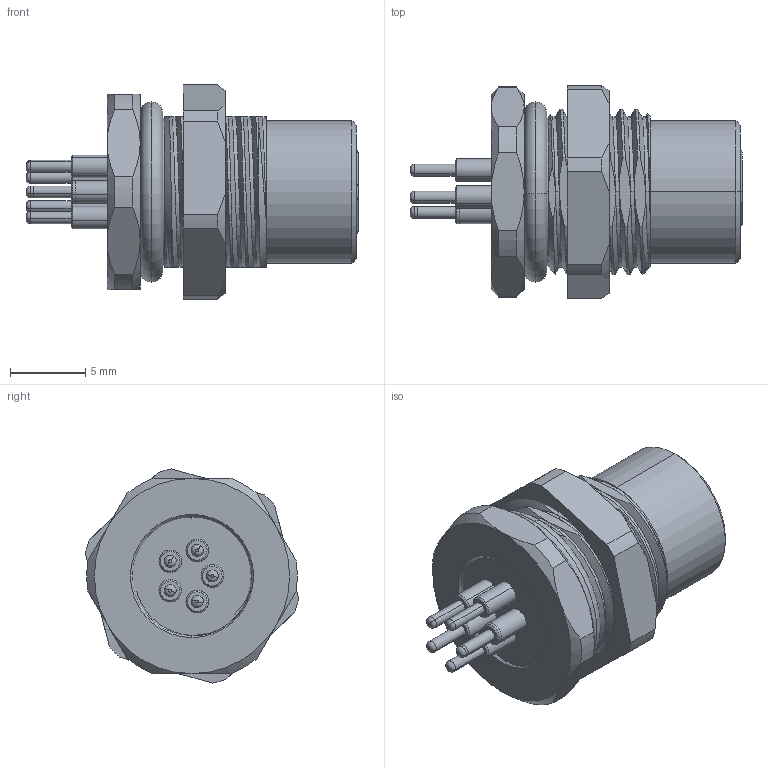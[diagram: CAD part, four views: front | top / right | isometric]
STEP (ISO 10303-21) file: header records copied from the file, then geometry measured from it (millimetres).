
FILE_DESCRIPTION (( 'STEP AP203' ), '1' );
FILE_NAME ('54-00315.STEP', '2024-09-10T21:44:16', ( '' ), ( '' ), 'SwSTEP 2.0', 'SolidWorks 2021', '' );
FILE_SCHEMA (( 'CONFIG_CONTROL_DESIGN' ));
Length unit declared in the file: millimetre
Products named in the file (7): 54-00315-06___; 54-00315-07___; 54-00315-01___; 54-00315-03___; 54-00315-04___; 54-00315; 54-00315-05___
Assembly tree (11 placements, depth 2):
  54-00315
    54-00315-01___
    54-00315-07___
    54-00315-03___  x6
    54-00315-06___
    54-00315-05___
    54-00315-04___
Bounding box: 22.1 x 14.19 x 14.25 mm (x, y, z)
Volume: 1527.8 mm3; surface area: 3496.4 mm2
Topology: 11 solids, 11 shells, 468 faces, 1119 edges, 688 vertices
Faces by surface type: cylinder 200, plane 122, cone 62, torus 48, bspline 36
Entity records: 19797 total; most frequent: CARTESIAN_POINT 12417, ORIENTED_EDGE 1494, DIRECTION 1238, EDGE_CURVE 747, AXIS2_PLACEMENT_3D 505, VERTEX_POINT 463, EDGE_LOOP 338, ADVANCED_FACE 308
